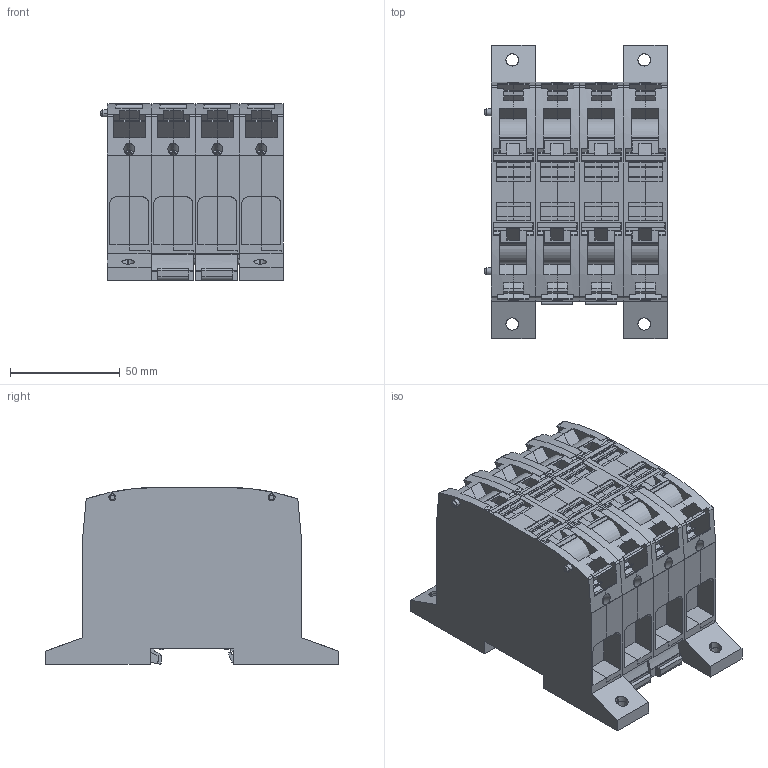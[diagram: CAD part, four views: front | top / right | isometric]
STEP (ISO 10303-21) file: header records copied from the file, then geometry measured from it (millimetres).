
FILE_DESCRIPTION(('CATIA V5 STEP Exchange','CAx-IF Rec.Pracs.--- Model Styling and Organization---1.4--- 2014-01-23'),'2;1');
FILE_NAME ('1103929-3_1', '2019-09-05T06:38:04+00:00', ('none'), ('Weidmueller'), 'CATIA Version 5-6 Release 2016 SP3 HF44', 'CATIA V5 STEP AP214', 'none');
FILE_SCHEMA(('AUTOMOTIVE_DESIGN { 1 0 10303 214 1 1 1 1 }'));
Products named in the file (1): 2663380000_A2C_50-70_3FT-FE-DM
Bounding box: 83 x 133.44 x 80.45 mm (x, y, z)
Volume: 535102.5 mm3; surface area: 186856.4 mm2
Topology: 24 solids, 24 shells, 1900 faces, 5776 edges, 3956 vertices
Faces by surface type: plane 1330, cylinder 432, extrusion 78, cone 60
Entity records: 65449 total; most frequent: CARTESIAN_POINT 15071, ORIENTED_EDGE 11552, DIRECTION 8612, EDGE_CURVE 5776, VECTOR 4374, LINE 4296, VERTEX_POINT 3956, AXIS2_PLACEMENT_3D 2653
